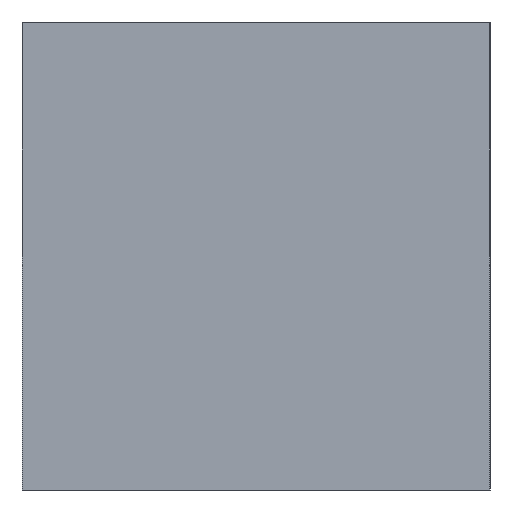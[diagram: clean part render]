
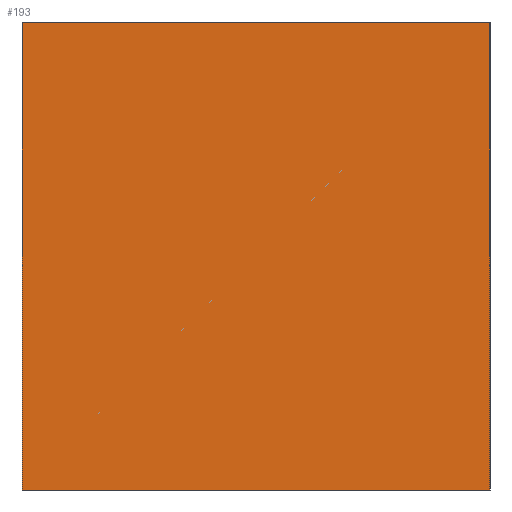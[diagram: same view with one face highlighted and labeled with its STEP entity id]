
A CAD part, left-side view. The second image highlights one B-rep face of the part: STEP entity #193.
In plain terms, the highlighted planar face has unit normal (-1, 0, 0).
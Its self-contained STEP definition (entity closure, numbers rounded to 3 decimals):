
#13=DIRECTION('',(0.,-1.,0.));
#14=VECTOR('',#13,40.);
#15=CARTESIAN_POINT('',(0.,40.,0.));
#16=LINE('',#15,#14);
#27=DIRECTION('',(0.,0.,1.));
#28=VECTOR('',#27,40.);
#29=CARTESIAN_POINT('',(0.,0.,0.));
#30=LINE('',#29,#28);
#41=DIRECTION('',(0.,0.,1.));
#42=VECTOR('',#41,40.);
#43=CARTESIAN_POINT('',(0.,40.,0.));
#44=LINE('',#43,#42);
#67=DIRECTION('',(0.,-1.,0.));
#68=VECTOR('',#67,40.);
#69=CARTESIAN_POINT('',(0.,40.,40.));
#70=LINE('',#69,#68);
#105=CARTESIAN_POINT('',(0.,0.,0.));
#107=VERTEX_POINT('',#105);
#111=CARTESIAN_POINT('',(0.,40.,0.));
#112=VERTEX_POINT('',#111);
#113=CARTESIAN_POINT('',(0.,0.,40.));
#115=VERTEX_POINT('',#113);
#119=CARTESIAN_POINT('',(0.,40.,40.));
#120=VERTEX_POINT('',#119);
#180=CARTESIAN_POINT('',(0.,40.,0.));
#181=DIRECTION('',(-1.,0.,0.));
#182=DIRECTION('',(0.,-1.,0.));
#183=AXIS2_PLACEMENT_3D('',#180,#181,#182);
#184=PLANE('',#183);
#185=ORIENTED_EDGE('',*,*,#148,.F.);
#187=ORIENTED_EDGE('',*,*,#186,.T.);
#189=ORIENTED_EDGE('',*,*,#188,.T.);
#190=ORIENTED_EDGE('',*,*,#165,.F.);
#191=EDGE_LOOP('',(#185,#187,#189,#190));
#192=FACE_OUTER_BOUND('',#191,.F.);
#193=ADVANCED_FACE('',(#192),#184,.T.);
#148=EDGE_CURVE('',#112,#107,#16,.T.);
#165=EDGE_CURVE('',#107,#115,#30,.T.);
#186=EDGE_CURVE('',#112,#120,#44,.T.);
#188=EDGE_CURVE('',#120,#115,#70,.T.);
